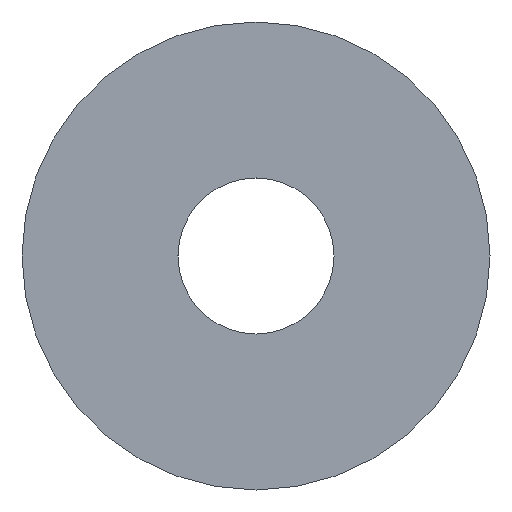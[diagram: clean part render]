
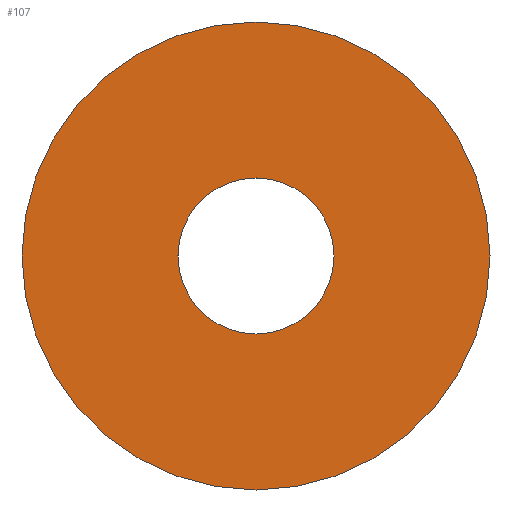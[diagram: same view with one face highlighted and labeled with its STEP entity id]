
A CAD part, front view. The second image highlights one B-rep face of the part: STEP entity #107.
In plain terms, the highlighted planar face has unit normal (0, -1, 0).
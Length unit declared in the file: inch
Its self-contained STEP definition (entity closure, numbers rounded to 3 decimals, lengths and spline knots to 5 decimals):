
#1 = AXIS2_PLACEMENT_3D ( 'NONE', #62, #61, #60 ) ;
#2 = CIRCLE ( 'NONE', #1, 0.0625 ) ;
#3 = CARTESIAN_POINT ( 'NONE',  ( 0., -0.0625, -0.0625 ) ) ;
#25 = DIRECTION ( 'NONE',  ( 0., 0., -1. ) ) ;
#26 = DIRECTION ( 'NONE',  ( 0., -1., 0. ) ) ;
#27 = CARTESIAN_POINT ( 'NONE',  ( 0., -0.0625, 0. ) ) ;
#28 = AXIS2_PLACEMENT_3D ( 'NONE', #27, #26, #25 ) ;
#29 = CIRCLE ( 'NONE', #28, 0.0625 ) ;
#30 = DIRECTION ( 'NONE',  ( 0., 0., 1. ) ) ;
#31 = DIRECTION ( 'NONE',  ( 0., 1., 0. ) ) ;
#32 = CARTESIAN_POINT ( 'NONE',  ( 0., -0.0625, 0. ) ) ;
#33 = AXIS2_PLACEMENT_3D ( 'NONE', #32, #31, #30 ) ;
#34 = PLANE ( 'NONE',  #33 ) ;
#35 = FACE_OUTER_BOUND ( 'NONE', #112, .T. ) ;
#36 = FACE_BOUND ( 'NONE', #108, .T. ) ;
#49 = DIRECTION ( 'NONE',  ( 0., 0., 1. ) ) ;
#50 = DIRECTION ( 'NONE',  ( 0., 1., 0. ) ) ;
#51 = AXIS2_PLACEMENT_3D ( 'NONE', #57, #50, #49 ) ;
#52 = CIRCLE ( 'NONE', #51, 0.1875 ) ;
#57 = CARTESIAN_POINT ( 'NONE',  ( 0., -0.0625, 0. ) ) ;
#60 = DIRECTION ( 'NONE',  ( 0., 0., -1. ) ) ;
#61 = DIRECTION ( 'NONE',  ( 0., -1., 0. ) ) ;
#62 = CARTESIAN_POINT ( 'NONE',  ( 0., -0.0625, 0. ) ) ;
#68 = VERTEX_POINT ( 'NONE', #81 ) ;
#77 = VERTEX_POINT ( 'NONE', #3 ) ;
#78 = EDGE_CURVE ( 'NONE', #139, #77, #2, .T. ) ;
#81 = CARTESIAN_POINT ( 'NONE',  ( 0., -0.0625, -0.1875 ) ) ;
#98 = EDGE_CURVE ( 'NONE', #68, #150, #52, .T. ) ;
#107 = ADVANCED_FACE ( 'NONE', ( #36, #35 ), #34, .F. ) ;
#108 = EDGE_LOOP ( 'NONE', ( #109, #111 ) ) ;
#109 = ORIENTED_EDGE ( 'NONE', *, *, #110, .F. ) ;
#110 = EDGE_CURVE ( 'NONE', #77, #139, #29, .T. ) ;
#111 = ORIENTED_EDGE ( 'NONE', *, *, #78, .F. ) ;
#112 = EDGE_LOOP ( 'NONE', ( #113, #114 ) ) ;
#113 = ORIENTED_EDGE ( 'NONE', *, *, #98, .F. ) ;
#114 = ORIENTED_EDGE ( 'NONE', *, *, #144, .F. ) ;
#139 = VERTEX_POINT ( 'NONE', #271 ) ;
#144 = EDGE_CURVE ( 'NONE', #150, #68, #269, .T. ) ;
#150 = VERTEX_POINT ( 'NONE', #247 ) ;
#247 = CARTESIAN_POINT ( 'NONE',  ( 0., -0.0625, 0.1875 ) ) ;
#265 = DIRECTION ( 'NONE',  ( 0., 0., 1. ) ) ;
#266 = DIRECTION ( 'NONE',  ( 0., 1., 0. ) ) ;
#267 = CARTESIAN_POINT ( 'NONE',  ( 0., -0.0625, 0. ) ) ;
#268 = AXIS2_PLACEMENT_3D ( 'NONE', #267, #266, #265 ) ;
#269 = CIRCLE ( 'NONE', #268, 0.1875 ) ;
#271 = CARTESIAN_POINT ( 'NONE',  ( 0., -0.0625, 0.0625 ) ) ;
